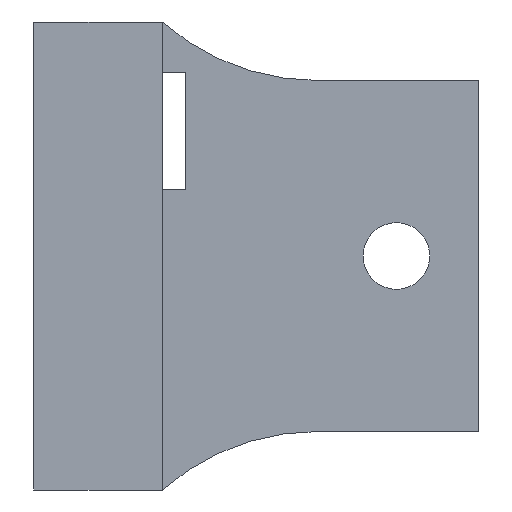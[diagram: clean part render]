
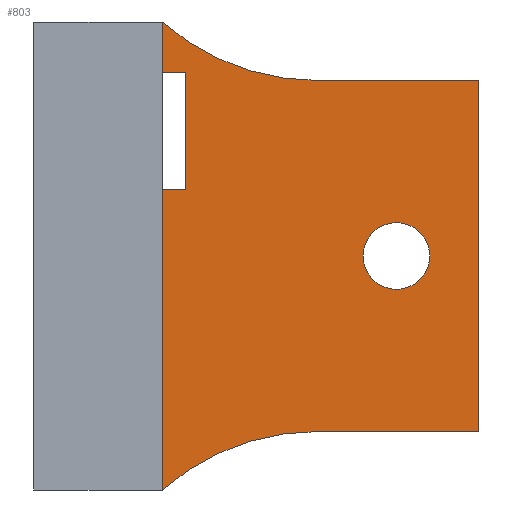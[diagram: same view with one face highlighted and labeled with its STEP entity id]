
A CAD part, left-side view. The second image highlights one B-rep face of the part: STEP entity #803.
In plain terms, the highlighted planar face has unit normal (-1, 0, 0).
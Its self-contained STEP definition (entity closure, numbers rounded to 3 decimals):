
#5 = ORIENTED_EDGE ( 'NONE', *, *, #706, .F. ) ;
#20 = VERTEX_POINT ( 'NONE', #507 ) ;
#27 = EDGE_CURVE ( 'NONE', #753, #872, #359, .T. ) ;
#37 = CIRCLE ( 'NONE', #445, 1.425 ) ;
#46 = DIRECTION ( 'NONE',  ( 0., 0., 1. ) ) ;
#48 = VECTOR ( 'NONE', #237, 1000. ) ;
#52 = VECTOR ( 'NONE', #610, 1000. ) ;
#55 = CARTESIAN_POINT ( 'NONE',  ( 8.7, 24.5, 7.85 ) ) ;
#56 = CARTESIAN_POINT ( 'NONE',  ( 8.7, 31., -3.65 ) ) ;
#59 = LINE ( 'NONE', #685, #762 ) ;
#60 = EDGE_CURVE ( 'NONE', #765, #802, #37, .T. ) ;
#70 = CARTESIAN_POINT ( 'NONE',  ( 8.7, 25.5, -10. ) ) ;
#75 = CARTESIAN_POINT ( 'NONE',  ( 8.7, 31., 0. ) ) ;
#89 = CARTESIAN_POINT ( 'NONE',  ( 8.7, 24.5, 2.85 ) ) ;
#116 = ORIENTED_EDGE ( 'NONE', *, *, #203, .F. ) ;
#125 = ORIENTED_EDGE ( 'NONE', *, *, #27, .T. ) ;
#127 = LINE ( 'NONE', #689, #849 ) ;
#129 = CIRCLE ( 'NONE', #715, 1.425 ) ;
#130 = ORIENTED_EDGE ( 'NONE', *, *, #288, .F. ) ;
#140 = VECTOR ( 'NONE', #447, 1000. ) ;
#149 = CARTESIAN_POINT ( 'NONE',  ( 8.7, 18.886, 7.5 ) ) ;
#152 = LINE ( 'NONE', #397, #140 ) ;
#164 = VERTEX_POINT ( 'NONE', #938 ) ;
#169 = VERTEX_POINT ( 'NONE', #70 ) ;
#170 = CARTESIAN_POINT ( 'NONE',  ( 8.7, 25.5, 10. ) ) ;
#183 = CARTESIAN_POINT ( 'NONE',  ( 8.7, 24.5, 7.85 ) ) ;
#198 = VERTEX_POINT ( 'NONE', #55 ) ;
#203 = EDGE_CURVE ( 'NONE', #206, #687, #457, .T. ) ;
#206 = VERTEX_POINT ( 'NONE', #846 ) ;
#209 = CARTESIAN_POINT ( 'NONE',  ( 8.7, 23., 7.5 ) ) ;
#214 = CARTESIAN_POINT ( 'NONE',  ( 8.7, 28., -7.85 ) ) ;
#225 = CARTESIAN_POINT ( 'NONE',  ( 8.7, 23., -19.423 ) ) ;
#228 = CARTESIAN_POINT ( 'NONE',  ( 8.7, 28., 2.85 ) ) ;
#236 = EDGE_CURVE ( 'NONE', #169, #588, #152, .T. ) ;
#237 = DIRECTION ( 'NONE',  ( 0., 0., 1. ) ) ;
#254 = DIRECTION ( 'NONE',  ( 0., 0., 1. ) ) ;
#256 = LINE ( 'NONE', #89, #48 ) ;
#279 = EDGE_CURVE ( 'NONE', #687, #164, #933, .T. ) ;
#286 = LINE ( 'NONE', #209, #965 ) ;
#288 = EDGE_CURVE ( 'NONE', #198, #20, #968, .T. ) ;
#293 = VERTEX_POINT ( 'NONE', #416 ) ;
#325 = EDGE_CURVE ( 'NONE', #543, #997, #489, .T. ) ;
#330 = LINE ( 'NONE', #914, #626 ) ;
#340 = EDGE_CURVE ( 'NONE', #293, #198, #256, .T. ) ;
#342 = DIRECTION ( 'NONE',  ( -1., 0., 0. ) ) ;
#359 = CIRCLE ( 'NONE', #763, 10. ) ;
#378 = DIRECTION ( 'NONE',  ( 0., 0., 1. ) ) ;
#397 = CARTESIAN_POINT ( 'NONE',  ( 8.7, 25.5, -7.85 ) ) ;
#402 = CARTESIAN_POINT ( 'NONE',  ( 8.7, 12., 7.5 ) ) ;
#415 = CARTESIAN_POINT ( 'NONE',  ( 8.7, 15.5, 0. ) ) ;
#416 = CARTESIAN_POINT ( 'NONE',  ( 8.7, 24.5, 2.85 ) ) ;
#428 = ORIENTED_EDGE ( 'NONE', *, *, #325, .T. ) ;
#444 = CIRCLE ( 'NONE', #1037, 10. ) ;
#445 = AXIS2_PLACEMENT_3D ( 'NONE', #919, #342, #657 ) ;
#447 = DIRECTION ( 'NONE',  ( 0., 0., 1. ) ) ;
#449 = VECTOR ( 'NONE', #692, 1000. ) ;
#452 = CARTESIAN_POINT ( 'NONE',  ( 8.7, 31., -3.65 ) ) ;
#455 = EDGE_CURVE ( 'NONE', #997, #841, #822, .T. ) ;
#457 = LINE ( 'NONE', #75, #499 ) ;
#458 = DIRECTION ( 'NONE',  ( 0., 1., 0. ) ) ;
#459 = AXIS2_PLACEMENT_3D ( 'NONE', #225, #552, #1047 ) ;
#476 = EDGE_CURVE ( 'NONE', #802, #765, #129, .T. ) ;
#489 = LINE ( 'NONE', #661, #684 ) ;
#492 = ORIENTED_EDGE ( 'NONE', *, *, #279, .F. ) ;
#495 = CARTESIAN_POINT ( 'NONE',  ( 8.7, 12., -19.423 ) ) ;
#499 = VECTOR ( 'NONE', #378, 1000. ) ;
#507 = CARTESIAN_POINT ( 'NONE',  ( 8.7, 25.5, 7.85 ) ) ;
#518 = CARTESIAN_POINT ( 'NONE',  ( 8.7, 18.886, 17.5 ) ) ;
#536 = EDGE_CURVE ( 'NONE', #164, #790, #330, .T. ) ;
#543 = VERTEX_POINT ( 'NONE', #596 ) ;
#552 = DIRECTION ( 'NONE',  ( -1., 0., 0. ) ) ;
#568 = ORIENTED_EDGE ( 'NONE', *, *, #536, .F. ) ;
#584 = ORIENTED_EDGE ( 'NONE', *, *, #690, .T. ) ;
#587 = VECTOR ( 'NONE', #1009, 1000. ) ;
#588 = VERTEX_POINT ( 'NONE', #673 ) ;
#590 = DIRECTION ( 'NONE',  ( -1., 0., 0. ) ) ;
#596 = CARTESIAN_POINT ( 'NONE',  ( 8.7, 18.886, -7.5 ) ) ;
#598 = EDGE_LOOP ( 'NONE', ( #691, #568, #492, #116, #5, #831, #584, #428, #703, #922, #125, #969, #130, #1011 ) ) ;
#610 = DIRECTION ( 'NONE',  ( 0., 1., 0. ) ) ;
#626 = VECTOR ( 'NONE', #254, 1000. ) ;
#641 = CARTESIAN_POINT ( 'NONE',  ( 8.7, 15.5, 1.425 ) ) ;
#642 = EDGE_CURVE ( 'NONE', #293, #790, #127, .T. ) ;
#657 = DIRECTION ( 'NONE',  ( 0., 0., 1. ) ) ;
#661 = CARTESIAN_POINT ( 'NONE',  ( 8.7, 23., -7.5 ) ) ;
#665 = EDGE_CURVE ( 'NONE', #20, #872, #59, .T. ) ;
#673 = CARTESIAN_POINT ( 'NONE',  ( 8.7, 25.5, -7.85 ) ) ;
#681 = ORIENTED_EDGE ( 'NONE', *, *, #60, .F. ) ;
#684 = VECTOR ( 'NONE', #815, 1000. ) ;
#685 = CARTESIAN_POINT ( 'NONE',  ( 8.7, 25.5, 10. ) ) ;
#687 = VERTEX_POINT ( 'NONE', #56 ) ;
#689 = CARTESIAN_POINT ( 'NONE',  ( 8.7, 24.5, 2.85 ) ) ;
#690 = EDGE_CURVE ( 'NONE', #169, #543, #444, .T. ) ;
#691 = ORIENTED_EDGE ( 'NONE', *, *, #642, .T. ) ;
#692 = DIRECTION ( 'NONE',  ( 0., -1., 0. ) ) ;
#702 = EDGE_CURVE ( 'NONE', #753, #841, #286, .T. ) ;
#703 = ORIENTED_EDGE ( 'NONE', *, *, #455, .T. ) ;
#706 = EDGE_CURVE ( 'NONE', #588, #206, #1031, .T. ) ;
#714 = FACE_OUTER_BOUND ( 'NONE', #598, .T. ) ;
#715 = AXIS2_PLACEMENT_3D ( 'NONE', #415, #590, #999 ) ;
#753 = VERTEX_POINT ( 'NONE', #149 ) ;
#760 = DIRECTION ( 'NONE',  ( 0., 0., 1. ) ) ;
#762 = VECTOR ( 'NONE', #768, 1000. ) ;
#763 = AXIS2_PLACEMENT_3D ( 'NONE', #518, #1014, #760 ) ;
#765 = VERTEX_POINT ( 'NONE', #641 ) ;
#768 = DIRECTION ( 'NONE',  ( 0., 0., 1. ) ) ;
#771 = ORIENTED_EDGE ( 'NONE', *, *, #476, .F. ) ;
#785 = CARTESIAN_POINT ( 'NONE',  ( 8.7, 12., -7.5 ) ) ;
#790 = VERTEX_POINT ( 'NONE', #228 ) ;
#802 = VERTEX_POINT ( 'NONE', #953 ) ;
#803 = ADVANCED_FACE ( 'NONE', ( #714, #1035 ), #1041, .T. ) ;
#815 = DIRECTION ( 'NONE',  ( 0., -1., 0. ) ) ;
#822 = LINE ( 'NONE', #495, #587 ) ;
#831 = ORIENTED_EDGE ( 'NONE', *, *, #236, .F. ) ;
#841 = VERTEX_POINT ( 'NONE', #402 ) ;
#846 = CARTESIAN_POINT ( 'NONE',  ( 8.7, 31., -7.85 ) ) ;
#849 = VECTOR ( 'NONE', #458, 1000. ) ;
#872 = VERTEX_POINT ( 'NONE', #170 ) ;
#887 = DIRECTION ( 'NONE',  ( 0., 1., 0. ) ) ;
#914 = CARTESIAN_POINT ( 'NONE',  ( 8.7, 28., 7.85 ) ) ;
#919 = CARTESIAN_POINT ( 'NONE',  ( 8.7, 15.5, 0. ) ) ;
#922 = ORIENTED_EDGE ( 'NONE', *, *, #702, .F. ) ;
#933 = LINE ( 'NONE', #452, #449 ) ;
#938 = CARTESIAN_POINT ( 'NONE',  ( 8.7, 28., -3.65 ) ) ;
#941 = DIRECTION ( 'NONE',  ( 0., -1., 0. ) ) ;
#949 = EDGE_LOOP ( 'NONE', ( #771, #681 ) ) ;
#953 = CARTESIAN_POINT ( 'NONE',  ( 8.7, 15.5, -1.425 ) ) ;
#965 = VECTOR ( 'NONE', #941, 1000. ) ;
#968 = LINE ( 'NONE', #183, #1042 ) ;
#969 = ORIENTED_EDGE ( 'NONE', *, *, #665, .F. ) ;
#997 = VERTEX_POINT ( 'NONE', #785 ) ;
#999 = DIRECTION ( 'NONE',  ( 0., 0., 1. ) ) ;
#1009 = DIRECTION ( 'NONE',  ( 0., 0., 1. ) ) ;
#1011 = ORIENTED_EDGE ( 'NONE', *, *, #340, .F. ) ;
#1014 = DIRECTION ( 'NONE',  ( 1., 0., 0. ) ) ;
#1015 = CARTESIAN_POINT ( 'NONE',  ( 8.7, 18.886, -17.5 ) ) ;
#1024 = DIRECTION ( 'NONE',  ( 1., 0., 0. ) ) ;
#1031 = LINE ( 'NONE', #214, #52 ) ;
#1035 = FACE_BOUND ( 'NONE', #949, .T. ) ;
#1037 = AXIS2_PLACEMENT_3D ( 'NONE', #1015, #1024, #46 ) ;
#1041 = PLANE ( 'NONE',  #459 ) ;
#1042 = VECTOR ( 'NONE', #887, 1000. ) ;
#1047 = DIRECTION ( 'NONE',  ( 0., 0., 1. ) ) ;
